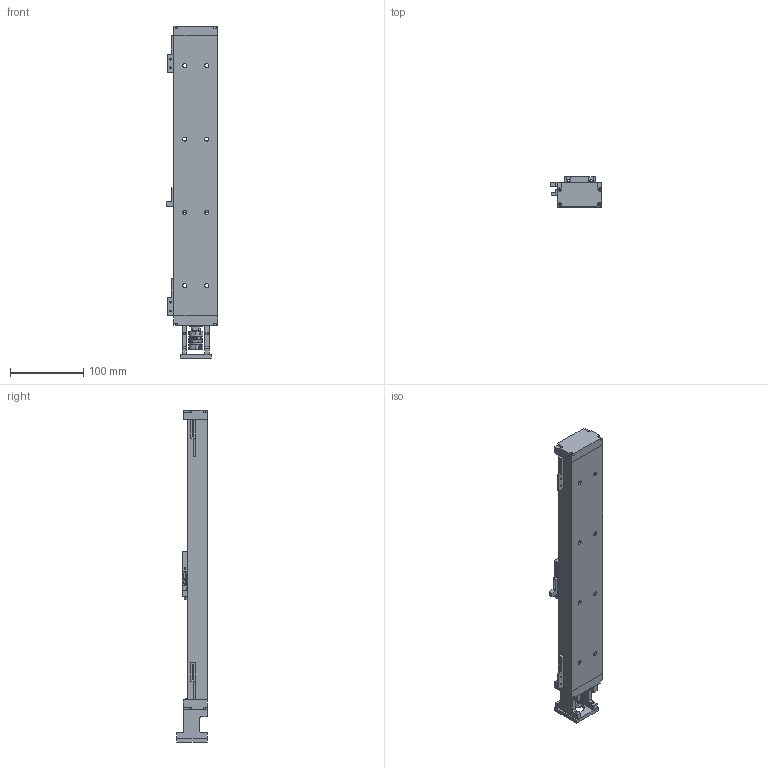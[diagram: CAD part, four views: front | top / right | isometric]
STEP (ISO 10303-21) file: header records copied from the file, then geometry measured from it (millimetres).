
FILE_DESCRIPTION (( 'STEP AP214' ), '1' );
FILE_NAME ('LAVL-60T12LP2.step', '2016-04-25T19:30:36', ( '' ), ( '' ), 'SwSTEP 2.0', 'SolidWorks 2015', '' );
FILE_SCHEMA (( 'AUTOMOTIVE_DESIGN' ));
Length unit declared in the file: inch
Products named in the file (3): LAVL-60T06LP2-CAR; LAVL-60T12LP2-RAIL; LAVL-60T12LP2
Assembly tree (2 placements, depth 2):
  LAVL-60T12LP2
    LAVL-60T12LP2-RAIL
    LAVL-60T06LP2-CAR
Bounding box: 70.16 x 42 x 452.72 mm (x, y, z)
Volume: 399298 mm3; surface area: 188734.6 mm2
Topology: 19 solids, 19 shells, 887 faces, 2340 edges, 1491 vertices
Faces by surface type: cylinder 384, plane 332, cone 93, bspline 52, torus 26
Entity records: 44963 total; most frequent: CARTESIAN_POINT 11201, DIRECTION 4593, ORIENTED_EDGE 4576, EDGE_CURVE 2288, AXIS2_PLACEMENT_3D 1730, VERTEX_POINT 1491, LINE 1133, VECTOR 1133
